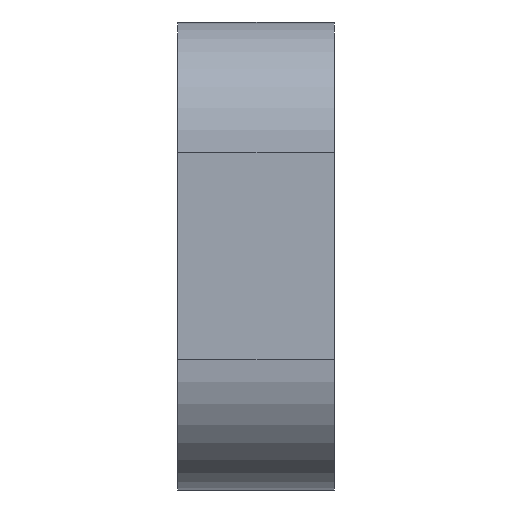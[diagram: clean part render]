
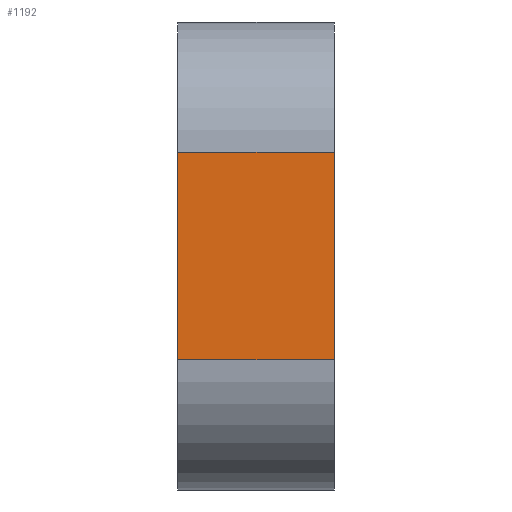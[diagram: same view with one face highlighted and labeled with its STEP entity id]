
A CAD part, left-side view. The second image highlights one B-rep face of the part: STEP entity #1192.
In plain terms, the highlighted planar face has unit normal (-1, 0, 0).
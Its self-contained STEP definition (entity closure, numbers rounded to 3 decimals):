
#965=CARTESIAN_POINT('',(-461.75,-3.0,39.75));
#966=VERTEX_POINT('',#965);
#974=CARTESIAN_POINT('',(-461.75,-3.0,-39.75));
#975=VERTEX_POINT('',#974);
#976=CARTESIAN_POINT('',(-461.75,-3.0,39.75));
#977=DIRECTION('',(0.0,0.0,-1.0));
#978=VECTOR('',#977,79.5);
#979=LINE('',#976,#978);
#980=EDGE_CURVE('',#966,#975,#979,.T.);
#1142=CARTESIAN_POINT('',(-461.75,57.0,-39.75));
#1143=VERTEX_POINT('',#1142);
#1160=CARTESIAN_POINT('',(-461.75,-3.0,-39.75));
#1161=DIRECTION('',(0.0,1.0,0.0));
#1162=VECTOR('',#1161,60.0);
#1163=LINE('',#1160,#1162);
#1164=EDGE_CURVE('',#975,#1143,#1163,.T.);
#1169=CARTESIAN_POINT('',(-461.75,0.0,-89.75));
#1170=DIRECTION('',(-1.0,0.0,0.0));
#1171=DIRECTION('',(0.0,0.0,1.0));
#1172=AXIS2_PLACEMENT_3D('',#1169,#1170,#1171);
#1173=PLANE('',#1172);
#1174=ORIENTED_EDGE('',*,*,#1164,.F.);
#1175=ORIENTED_EDGE('',*,*,#980,.F.);
#1176=CARTESIAN_POINT('',(-461.75,57.0,39.75));
#1177=VERTEX_POINT('',#1176);
#1178=CARTESIAN_POINT('',(-461.75,57.0,39.75));
#1179=DIRECTION('',(0.0,-1.0,0.0));
#1180=VECTOR('',#1179,60.0);
#1181=LINE('',#1178,#1180);
#1182=EDGE_CURVE('',#1177,#966,#1181,.T.);
#1183=ORIENTED_EDGE('',*,*,#1182,.F.);
#1184=CARTESIAN_POINT('',(-461.75,57.0,-39.75));
#1185=DIRECTION('',(0.0,0.0,1.0));
#1186=VECTOR('',#1185,79.5);
#1187=LINE('',#1184,#1186);
#1188=EDGE_CURVE('',#1143,#1177,#1187,.T.);
#1189=ORIENTED_EDGE('',*,*,#1188,.F.);
#1190=EDGE_LOOP('',(#1174,#1175,#1183,#1189));
#1191=FACE_OUTER_BOUND('',#1190,.T.);
#1192=ADVANCED_FACE('',(#1191),#1173,.T.);
